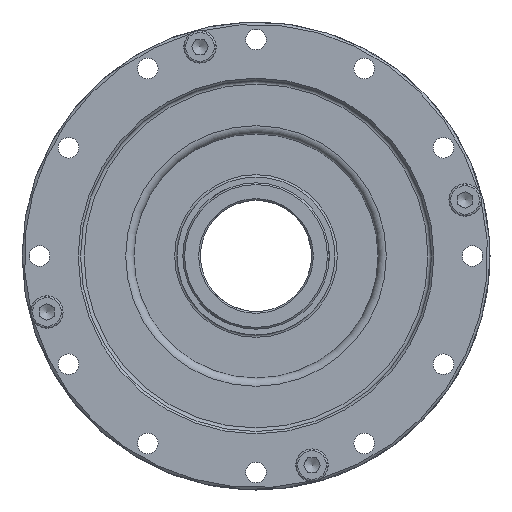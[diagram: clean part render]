
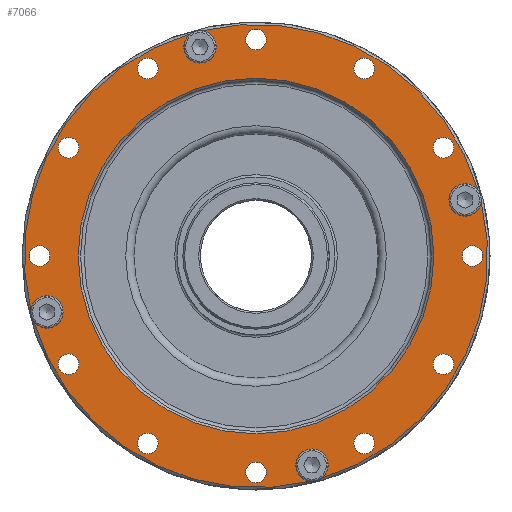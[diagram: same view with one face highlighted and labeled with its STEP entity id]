
A CAD part, left-side view. The second image highlights one B-rep face of the part: STEP entity #7066.
In plain terms, the highlighted planar face has unit normal (-1, 0, 0).
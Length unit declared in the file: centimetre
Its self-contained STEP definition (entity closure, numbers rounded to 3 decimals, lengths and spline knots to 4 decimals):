
#1917=FACE_BOUND($,#2549,.T.);
#1918=FACE_BOUND($,#2550,.T.);
#1919=FACE_BOUND($,#2551,.T.);
#1920=FACE_BOUND($,#2552,.T.);
#1921=FACE_BOUND($,#2553,.T.);
#1922=FACE_BOUND($,#2554,.T.);
#1923=FACE_BOUND($,#2555,.T.);
#1924=FACE_BOUND($,#2556,.T.);
#1925=FACE_BOUND($,#2557,.T.);
#1926=FACE_BOUND($,#2558,.T.);
#1927=FACE_BOUND($,#2559,.T.);
#1928=FACE_BOUND($,#2560,.T.);
#1929=FACE_BOUND($,#2561,.T.);
#1930=FACE_BOUND($,#2562,.T.);
#2549=EDGE_LOOP($,(#6356));
#2550=EDGE_LOOP($,(#6357));
#2551=EDGE_LOOP($,(#6358));
#2552=EDGE_LOOP($,(#6359));
#2553=EDGE_LOOP($,(#6360));
#2554=EDGE_LOOP($,(#6361));
#2555=EDGE_LOOP($,(#6362));
#2556=EDGE_LOOP($,(#6363));
#2557=EDGE_LOOP($,(#6364));
#2558=EDGE_LOOP($,(#6365));
#2559=EDGE_LOOP($,(#6366));
#2560=EDGE_LOOP($,(#6367));
#2561=EDGE_LOOP($,(#6368));
#2562=EDGE_LOOP($,(#6369,#6370,#6371,#6372,#6373,#6374,#6375,#6376));
#2921=CIRCLE($,#7574,0.275);
#2926=CIRCLE($,#7590,0.275);
#2946=CIRCLE($,#7624,0.175);
#2947=CIRCLE($,#7626,0.175);
#2948=CIRCLE($,#7628,0.175);
#2949=CIRCLE($,#7630,0.175);
#2950=CIRCLE($,#7632,0.175);
#2951=CIRCLE($,#7634,0.175);
#2952=CIRCLE($,#7636,0.175);
#2953=CIRCLE($,#7638,0.175);
#2954=CIRCLE($,#7640,0.175);
#2955=CIRCLE($,#7642,0.175);
#2956=CIRCLE($,#7644,0.175);
#2957=CIRCLE($,#7646,0.175);
#3124=CIRCLE($,#8020,3.04);
#3125=CIRCLE($,#8022,3.96);
#3127=CIRCLE($,#8024,3.96);
#3128=CIRCLE($,#8025,3.96);
#3130=CIRCLE($,#8027,3.96);
#3134=CIRCLE($,#8042,0.275);
#3137=CIRCLE($,#8049,0.275);
#3494=VERTEX_POINT($,#11597);
#3495=VERTEX_POINT($,#11598);
#3510=VERTEX_POINT($,#11659);
#3511=VERTEX_POINT($,#11660);
#3545=VERTEX_POINT($,#11765);
#3546=VERTEX_POINT($,#11768);
#3547=VERTEX_POINT($,#11771);
#3548=VERTEX_POINT($,#11774);
#3549=VERTEX_POINT($,#11777);
#3550=VERTEX_POINT($,#11780);
#3551=VERTEX_POINT($,#11783);
#3552=VERTEX_POINT($,#11786);
#3553=VERTEX_POINT($,#11789);
#3554=VERTEX_POINT($,#11792);
#3555=VERTEX_POINT($,#11795);
#3556=VERTEX_POINT($,#11798);
#3715=VERTEX_POINT($,#12844);
#3716=VERTEX_POINT($,#12847);
#3717=VERTEX_POINT($,#12849);
#3718=VERTEX_POINT($,#12852);
#3719=VERTEX_POINT($,#12854);
#4276=EDGE_CURVE($,#3495,#3494,#2921,.T.);
#4299=EDGE_CURVE($,#3511,#3510,#2926,.T.);
#4331=EDGE_CURVE($,#3545,#3545,#2946,.T.);
#4332=EDGE_CURVE($,#3546,#3546,#2947,.T.);
#4333=EDGE_CURVE($,#3547,#3547,#2948,.T.);
#4334=EDGE_CURVE($,#3548,#3548,#2949,.T.);
#4335=EDGE_CURVE($,#3549,#3549,#2950,.T.);
#4336=EDGE_CURVE($,#3550,#3550,#2951,.T.);
#4337=EDGE_CURVE($,#3551,#3551,#2952,.T.);
#4338=EDGE_CURVE($,#3552,#3552,#2953,.T.);
#4339=EDGE_CURVE($,#3553,#3553,#2954,.T.);
#4340=EDGE_CURVE($,#3554,#3554,#2955,.T.);
#4341=EDGE_CURVE($,#3555,#3555,#2956,.T.);
#4342=EDGE_CURVE($,#3556,#3556,#2957,.T.);
#4578=EDGE_CURVE($,#3715,#3715,#3124,.T.);
#4579=EDGE_CURVE($,#3511,#3716,#3125,.T.);
#4581=EDGE_CURVE($,#3717,#3494,#3127,.T.);
#4582=EDGE_CURVE($,#3495,#3718,#3128,.T.);
#4584=EDGE_CURVE($,#3719,#3510,#3130,.T.);
#4606=EDGE_CURVE($,#3717,#3716,#3134,.T.);
#4609=EDGE_CURVE($,#3719,#3718,#3137,.T.);
#6356=ORIENTED_EDGE($,*,*,#4578,.F.);
#6357=ORIENTED_EDGE($,*,*,#4342,.T.);
#6358=ORIENTED_EDGE($,*,*,#4341,.T.);
#6359=ORIENTED_EDGE($,*,*,#4340,.T.);
#6360=ORIENTED_EDGE($,*,*,#4339,.T.);
#6361=ORIENTED_EDGE($,*,*,#4338,.T.);
#6362=ORIENTED_EDGE($,*,*,#4337,.T.);
#6363=ORIENTED_EDGE($,*,*,#4336,.T.);
#6364=ORIENTED_EDGE($,*,*,#4335,.T.);
#6365=ORIENTED_EDGE($,*,*,#4334,.T.);
#6366=ORIENTED_EDGE($,*,*,#4333,.T.);
#6367=ORIENTED_EDGE($,*,*,#4332,.T.);
#6368=ORIENTED_EDGE($,*,*,#4331,.T.);
#6369=ORIENTED_EDGE($,*,*,#4609,.T.);
#6370=ORIENTED_EDGE($,*,*,#4582,.F.);
#6371=ORIENTED_EDGE($,*,*,#4276,.T.);
#6372=ORIENTED_EDGE($,*,*,#4581,.F.);
#6373=ORIENTED_EDGE($,*,*,#4606,.T.);
#6374=ORIENTED_EDGE($,*,*,#4579,.F.);
#6375=ORIENTED_EDGE($,*,*,#4299,.T.);
#6376=ORIENTED_EDGE($,*,*,#4584,.F.);
#6630=PLANE($,#8048);
#7066=ADVANCED_FACE($,(#1917,#1918,#1919,#1920,#1921,#1922,#1923,#1924,
#1925,#1926,#1927,#1928,#1929,#1930),#6630,.T.);
#7574=AXIS2_PLACEMENT_3D($,#11620,#9165,#9166);
#7590=AXIS2_PLACEMENT_3D($,#11682,#9209,#9210);
#7624=AXIS2_PLACEMENT_3D($,#11766,#9283,#9284);
#7626=AXIS2_PLACEMENT_3D($,#11769,#9287,#9288);
#7628=AXIS2_PLACEMENT_3D($,#11772,#9291,#9292);
#7630=AXIS2_PLACEMENT_3D($,#11775,#9295,#9296);
#7632=AXIS2_PLACEMENT_3D($,#11778,#9299,#9300);
#7634=AXIS2_PLACEMENT_3D($,#11781,#9303,#9304);
#7636=AXIS2_PLACEMENT_3D($,#11784,#9307,#9308);
#7638=AXIS2_PLACEMENT_3D($,#11787,#9311,#9312);
#7640=AXIS2_PLACEMENT_3D($,#11790,#9315,#9316);
#7642=AXIS2_PLACEMENT_3D($,#11793,#9319,#9320);
#7644=AXIS2_PLACEMENT_3D($,#11796,#9323,#9324);
#7646=AXIS2_PLACEMENT_3D($,#11799,#9327,#9328);
#8020=AXIS2_PLACEMENT_3D($,#12845,#10100,#10101);
#8022=AXIS2_PLACEMENT_3D($,#12848,#10104,#10105);
#8024=AXIS2_PLACEMENT_3D($,#12851,#10108,#10109);
#8025=AXIS2_PLACEMENT_3D($,#12853,#10110,#10111);
#8027=AXIS2_PLACEMENT_3D($,#12856,#10114,#10115);
#8042=AXIS2_PLACEMENT_3D($,#12915,#10156,#10157);
#8048=AXIS2_PLACEMENT_3D($,#12923,#10168,#10169);
#8049=AXIS2_PLACEMENT_3D($,#12924,#10170,#10171);
#9165=DIRECTION('center_axis',(1.,0.,0.));
#9166=DIRECTION('ref_axis',(0.,-1.,0.));
#9209=DIRECTION('center_axis',(1.,0.,0.));
#9210=DIRECTION('ref_axis',(0.,1.,0.));
#9283=DIRECTION('center_axis',(1.,0.,0.));
#9284=DIRECTION('ref_axis',(0.,0.,1.));
#9287=DIRECTION('center_axis',(1.,0.,0.));
#9288=DIRECTION('ref_axis',(0.,-0.5,0.866));
#9291=DIRECTION('center_axis',(1.,0.,0.));
#9292=DIRECTION('ref_axis',(0.,-0.866,0.5));
#9295=DIRECTION('center_axis',(1.,0.,0.));
#9296=DIRECTION('ref_axis',(0.,-1.,0.));
#9299=DIRECTION('center_axis',(1.,0.,0.));
#9300=DIRECTION('ref_axis',(0.,-0.866,-0.5));
#9303=DIRECTION('center_axis',(1.,0.,0.));
#9304=DIRECTION('ref_axis',(0.,-0.5,-0.866));
#9307=DIRECTION('center_axis',(1.,0.,0.));
#9308=DIRECTION('ref_axis',(0.,0.,-1.));
#9311=DIRECTION('center_axis',(1.,0.,0.));
#9312=DIRECTION('ref_axis',(0.,0.5,-0.866));
#9315=DIRECTION('center_axis',(1.,0.,0.));
#9316=DIRECTION('ref_axis',(0.,0.866,-0.5));
#9319=DIRECTION('center_axis',(1.,0.,0.));
#9320=DIRECTION('ref_axis',(0.,1.,0.));
#9323=DIRECTION('center_axis',(1.,0.,0.));
#9324=DIRECTION('ref_axis',(0.,0.866,0.5));
#9327=DIRECTION('center_axis',(1.,0.,0.));
#9328=DIRECTION('ref_axis',(0.,0.5,0.866));
#10100=DIRECTION('center_axis',(-1.,0.,0.));
#10101=DIRECTION('ref_axis',(0.,-1.,0.));
#10104=DIRECTION('center_axis',(1.,0.,0.));
#10105=DIRECTION('ref_axis',(0.,-1.,0.));
#10108=DIRECTION('center_axis',(1.,0.,0.));
#10109=DIRECTION('ref_axis',(0.,-1.,0.));
#10110=DIRECTION('center_axis',(1.,0.,0.));
#10111=DIRECTION('ref_axis',(0.,-1.,0.));
#10114=DIRECTION('center_axis',(1.,0.,0.));
#10115=DIRECTION('ref_axis',(0.,-1.,0.));
#10156=DIRECTION('center_axis',(1.,0.,0.));
#10157=DIRECTION('ref_axis',(0.,0.,1.));
#10168=DIRECTION('center_axis',(-1.,0.,0.));
#10169=DIRECTION('ref_axis',(0.,0.,1.));
#10170=DIRECTION('center_axis',(1.,0.,0.));
#10171=DIRECTION('ref_axis',(0.,0.,-1.));
#11597=CARTESIAN_POINT('',(-0.3,-3.8,1.1142));
#11598=CARTESIAN_POINT('',(-0.3,-3.848,0.9351));
#11620=CARTESIAN_POINT('Origin',(-0.3,-3.5739,0.9576));
#11659=CARTESIAN_POINT('',(-0.3,3.8,-1.1142));
#11660=CARTESIAN_POINT('',(-0.3,3.848,-0.9351));
#11682=CARTESIAN_POINT('Origin',(-0.3,3.5739,-0.9576));
#11765=CARTESIAN_POINT('',(-0.3,3.7,0.175));
#11766=CARTESIAN_POINT('Origin',(-0.3,3.7,0.));
#11768=CARTESIAN_POINT('',(-0.3,3.1168,2.0016));
#11769=CARTESIAN_POINT('Origin',(-0.3,3.2043,1.85));
#11771=CARTESIAN_POINT('',(-0.3,1.6984,3.2918));
#11772=CARTESIAN_POINT('Origin',(-0.3,1.85,3.2043));
#11774=CARTESIAN_POINT('',(-0.3,-0.175,3.7));
#11775=CARTESIAN_POINT('Origin',(-0.3,0.,3.7));
#11777=CARTESIAN_POINT('',(-0.3,-2.0016,3.1168));
#11778=CARTESIAN_POINT('Origin',(-0.3,-1.85,3.2043));
#11780=CARTESIAN_POINT('',(-0.3,-3.2918,1.6984));
#11781=CARTESIAN_POINT('Origin',(-0.3,-3.2043,1.85));
#11783=CARTESIAN_POINT('',(-0.3,-3.7,-0.175));
#11784=CARTESIAN_POINT('Origin',(-0.3,-3.7,0.));
#11786=CARTESIAN_POINT('',(-0.3,-3.1168,-2.0016));
#11787=CARTESIAN_POINT('Origin',(-0.3,-3.2043,-1.85));
#11789=CARTESIAN_POINT('',(-0.3,-1.6984,-3.2918));
#11790=CARTESIAN_POINT('Origin',(-0.3,-1.85,-3.2043));
#11792=CARTESIAN_POINT('',(-0.3,0.175,-3.7));
#11793=CARTESIAN_POINT('Origin',(-0.3,0.,-3.7));
#11795=CARTESIAN_POINT('',(-0.3,2.0016,-3.1168));
#11796=CARTESIAN_POINT('Origin',(-0.3,1.85,-3.2043));
#11798=CARTESIAN_POINT('',(-0.3,3.2918,-1.6984));
#11799=CARTESIAN_POINT('Origin',(-0.3,3.2043,-1.85));
#12844=CARTESIAN_POINT('',(-0.3,3.04,0.));
#12845=CARTESIAN_POINT('Origin',(-0.3,0.,0.));
#12847=CARTESIAN_POINT('',(-0.3,1.1142,3.8));
#12848=CARTESIAN_POINT('Origin',(-0.3,0.,0.));
#12849=CARTESIAN_POINT('',(-0.3,0.9351,3.848));
#12851=CARTESIAN_POINT('Origin',(-0.3,0.,0.));
#12852=CARTESIAN_POINT('',(-0.3,-1.1142,-3.8));
#12853=CARTESIAN_POINT('Origin',(-0.3,0.,0.));
#12854=CARTESIAN_POINT('',(-0.3,-0.9351,-3.848));
#12856=CARTESIAN_POINT('Origin',(-0.3,0.,0.));
#12915=CARTESIAN_POINT('Origin',(-0.3,0.9576,3.5739));
#12923=CARTESIAN_POINT('Origin',(-0.3,4.,0.));
#12924=CARTESIAN_POINT('Origin',(-0.3,-0.9576,-3.5739));
